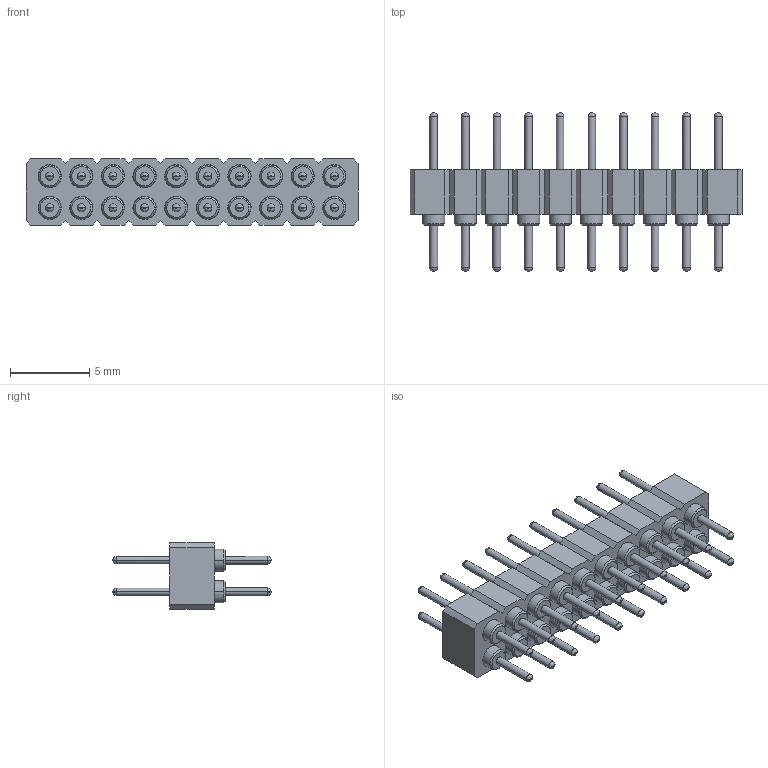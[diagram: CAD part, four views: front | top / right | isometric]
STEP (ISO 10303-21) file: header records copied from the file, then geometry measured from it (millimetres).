
FILE_DESCRIPTION( ('This file contains a STEP AP42 implementation' ,'as created by ZW3D STEP Interface translator.') ,'2;1' );
FILE_NAME( '3512-282XXSXX100X1.stp' ,'231011.111922', (''), ('ZWCAD Software Co.'), 'Version 1.0', 'ZW3D to STEP translator', '' );
FILE_SCHEMA(('AUTOMOTIVE_DESIGN { 1 0 10303 214 1 1 1 1 }'));
Length unit declared in the file: millimetre
Products named in the file (4): 0; 3512-28120sxx100x1; g3522-28220fb01; t3512-100
Assembly tree (21 placements, depth 2):
  0
  3512-28120sxx100x1
    g3522-28220fb01
    t3512-100  x20
Bounding box: 21 x 10 x 4.2 mm (x, y, z)
Volume: 279.8 mm3; surface area: 1079.2 mm2
Topology: 21 solids, 21 shells, 644 faces, 1426 edges, 804 vertices
Faces by surface type: cylinder 240, plane 164, bspline 160, cone 80
Entity records: 8026 total; most frequent: CARTESIAN_POINT 4976, ORIENTED_EDGE 716, B_SPLINE_CURVE_WITH_KNOTS 358, EDGE_CURVE 358, DIRECTION 336, VERTEX_POINT 234, EDGE_LOOP 174, AXIS2_PLACEMENT_3D 168
